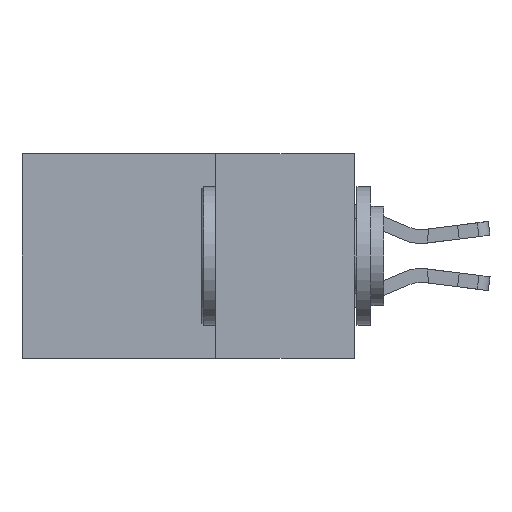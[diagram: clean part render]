
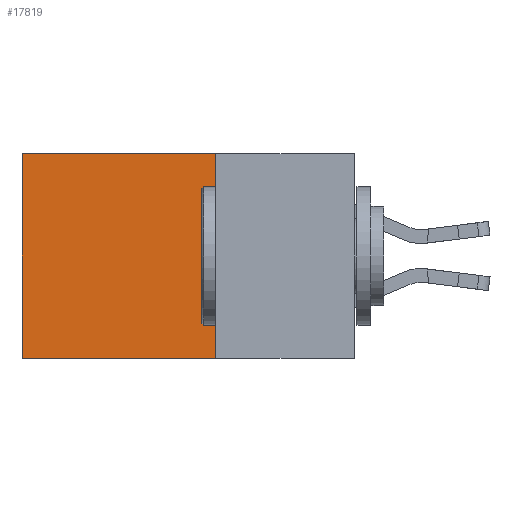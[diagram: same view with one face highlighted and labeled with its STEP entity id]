
A CAD part, left-side view. The second image highlights one B-rep face of the part: STEP entity #17819.
In plain terms, the highlighted planar face has unit normal (-1, 0, 0).
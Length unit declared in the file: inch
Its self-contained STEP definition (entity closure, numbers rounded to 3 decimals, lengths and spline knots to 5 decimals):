
#705 = LINE ( 'NONE', #18270, #3261 ) ;
#957 = CARTESIAN_POINT ( 'NONE',  ( 0.298, 0.25, 0. ) ) ;
#1208 = DIRECTION ( 'NONE',  ( 1., 0., 0. ) ) ;
#3261 = VECTOR ( 'NONE', #19864, 39.37008 ) ;
#3701 = EDGE_LOOP ( 'NONE', ( #10063, #16263, #19478, #8448 ) ) ;
#5153 = CARTESIAN_POINT ( 'NONE',  ( 0.298, 0.25, -0.37 ) ) ;
#5182 = DIRECTION ( 'NONE',  ( 0., 0., -1. ) ) ;
#5433 = CARTESIAN_POINT ( 'NONE',  ( 0.298, 0.25, 0. ) ) ;
#5931 = PLANE ( 'NONE',  #11782 ) ;
#5975 = VERTEX_POINT ( 'NONE', #6487 ) ;
#6487 = CARTESIAN_POINT ( 'NONE',  ( 0.298, 0.6, -0.37 ) ) ;
#6630 = CARTESIAN_POINT ( 'NONE',  ( 0.298, 0.25, -0.37 ) ) ;
#8290 = EDGE_CURVE ( 'NONE', #13327, #14319, #705, .T. ) ;
#8448 = ORIENTED_EDGE ( 'NONE', *, *, #19357, .T. ) ;
#9334 = EDGE_CURVE ( 'NONE', #17431, #5975, #15824, .T. ) ;
#9468 = CARTESIAN_POINT ( 'NONE',  ( 0.298, 0.25, 0. ) ) ;
#10063 = ORIENTED_EDGE ( 'NONE', *, *, #9334, .T. ) ;
#10720 = DIRECTION ( 'NONE',  ( 0., 1., 0. ) ) ;
#10818 = VECTOR ( 'NONE', #10720, 39.37008 ) ;
#11583 = DIRECTION ( 'NONE',  ( 0., 1., 0. ) ) ;
#11782 = AXIS2_PLACEMENT_3D ( 'NONE', #9468, #1208, #15929 ) ;
#11868 = LINE ( 'NONE', #957, #10818 ) ;
#13327 = VERTEX_POINT ( 'NONE', #5433 ) ;
#13569 = CARTESIAN_POINT ( 'NONE',  ( 0.298, 0.6, 0. ) ) ;
#14117 = CARTESIAN_POINT ( 'NONE',  ( 0.298, 0.6, 0. ) ) ;
#14319 = VERTEX_POINT ( 'NONE', #5153 ) ;
#15573 = VECTOR ( 'NONE', #5182, 39.37008 ) ;
#15824 = LINE ( 'NONE', #13569, #15573 ) ;
#15929 = DIRECTION ( 'NONE',  ( 0., 0., -1. ) ) ;
#16263 = ORIENTED_EDGE ( 'NONE', *, *, #18696, .F. ) ;
#17431 = VERTEX_POINT ( 'NONE', #14117 ) ;
#17819 = ADVANCED_FACE ( 'NONE', ( #20545 ), #5931, .F. ) ;
#18270 = CARTESIAN_POINT ( 'NONE',  ( 0.298, 0.25, 0. ) ) ;
#18696 = EDGE_CURVE ( 'NONE', #14319, #5975, #20002, .T. ) ;
#19357 = EDGE_CURVE ( 'NONE', #13327, #17431, #11868, .T. ) ;
#19478 = ORIENTED_EDGE ( 'NONE', *, *, #8290, .F. ) ;
#19864 = DIRECTION ( 'NONE',  ( 0., 0., -1. ) ) ;
#20002 = LINE ( 'NONE', #6630, #21258 ) ;
#20545 = FACE_OUTER_BOUND ( 'NONE', #3701, .T. ) ;
#21258 = VECTOR ( 'NONE', #11583, 39.37008 ) ;
